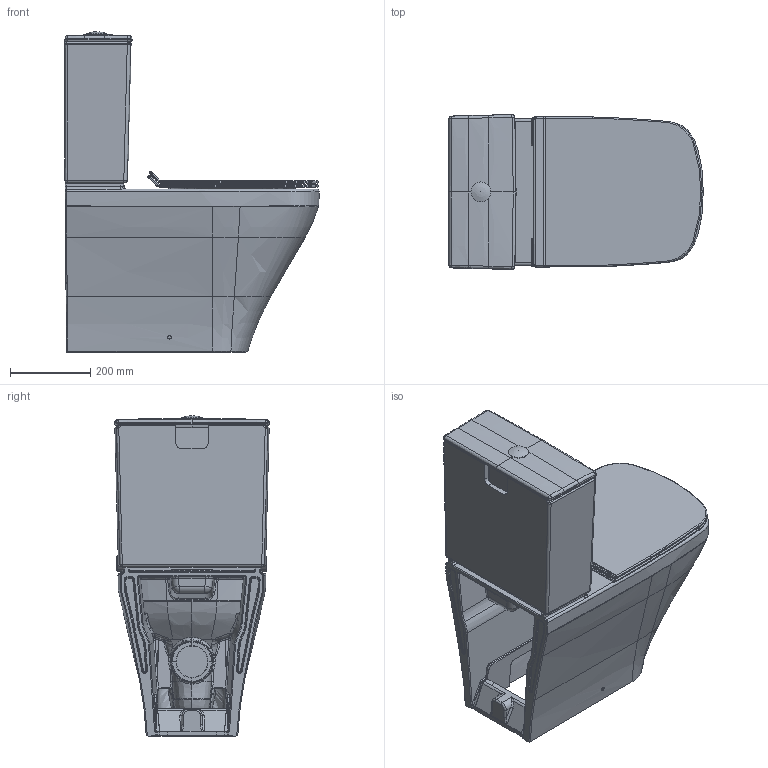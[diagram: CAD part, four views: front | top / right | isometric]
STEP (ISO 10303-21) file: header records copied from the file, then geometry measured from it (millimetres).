
FILE_DESCRIPTION((''),'2;1');
FILE_NAME('215509.stp','2013-05-29T13:56:06',('Administrator'),(''),'Autodesk Inventor 2011','Autodesk Inventor 2011','');
FILE_SCHEMA(('CONFIG_CONTROL_DESIGN'));
Length unit declared in the file: millimetre
Products named in the file (8): 215509; DuraStyle WC-Sitz kurz; Deckel kurz; Sitz kurz; Gummipuffer; 093500; SPK Taster Durastyle
Assembly tree (12 placements, depth 3):
  215509
    215509
    DuraStyle WC-Sitz kurz
      Deckel kurz
      Sitz kurz
      Gummipuffer  x6
    093500
    SPK Taster Durastyle
Bounding box: 634.83 x 387.03 x 799.67 mm (x, y, z)
Volume: 34275765.6 mm3; surface area: 3147393.3 mm2
Topology: 13 solids, 13 shells, 1488 faces, 3531 edges, 2041 vertices
Faces by surface type: bspline 941, cylinder 256, plane 163, torus 88, sphere 32, cone 8
Full cylindrical faces by diameter (mm): 10 x2, 15 x4, 19 x1, 20 x1, 50 x1, 63 x1
Entity records: 188514 total; most frequent: CARTESIAN_POINT 159163, ORIENTED_EDGE 6818, DIRECTION 3982, EDGE_CURVE 3409, VERTEX_POINT 1990, AXIS2_PLACEMENT_3D 1662, B_SPLINE_CURVE_WITH_KNOTS 1636, EDGE_LOOP 1499
